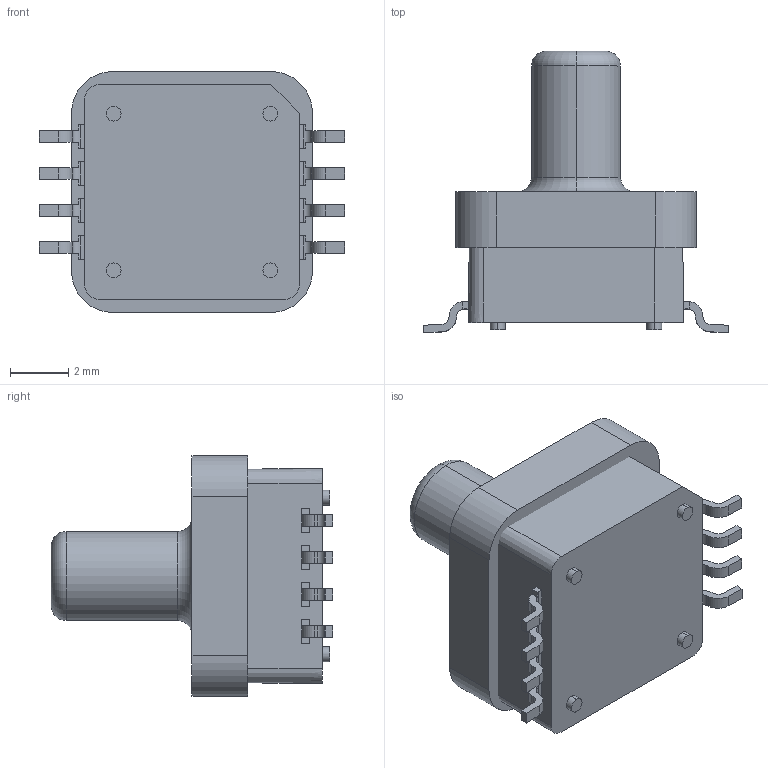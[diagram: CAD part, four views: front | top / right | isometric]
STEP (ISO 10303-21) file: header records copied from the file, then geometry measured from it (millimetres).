
FILE_DESCRIPTION (( 'STEP AP203' ), '1' );
FILE_NAME ('Ported SSOP.STEP', '2012-11-28T23:02:40', ( 'Freescale' ), ( 'Freescale' ), 'SwSTEP 2.0', 'SolidWorks 2011', '' );
FILE_SCHEMA (( 'CONFIG_CONTROL_DESIGN' ));
Length unit declared in the file: millimetre
Products named in the file (4): Ported SSOP; SSOP Port; SSOP Lead; SSOP Package Base
Assembly tree (10 placements, depth 2):
  Ported SSOP
    SSOP Lead  x8
    SSOP Package Base
    SSOP Port
Bounding box: 10.47 x 9.65 x 8.26 mm (x, y, z)
Volume: 345.1 mm3; surface area: 498.1 mm2
Topology: 10 solids, 10 shells, 185 faces, 476 edges, 316 vertices
Faces by surface type: plane 130, cylinder 48, torus 4, cone 3
Entity records: 2362 total; most frequent: DIRECTION 342, CARTESIAN_POINT 304, ORIENTED_EDGE 280, EDGE_CURVE 140, AXIS2_PLACEMENT_3D 130, VERTEX_POINT 92, VECTOR 82, LINE 82
